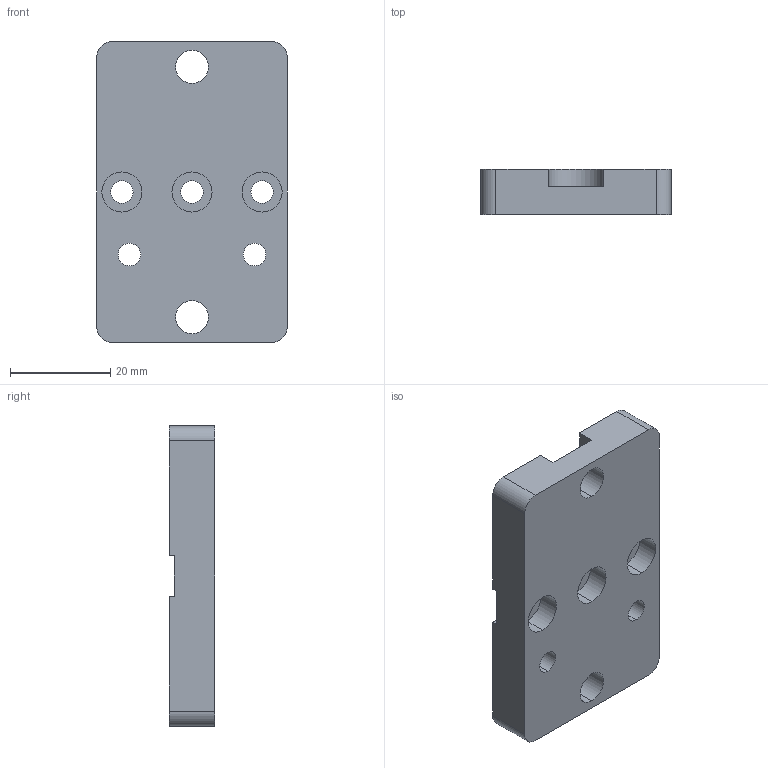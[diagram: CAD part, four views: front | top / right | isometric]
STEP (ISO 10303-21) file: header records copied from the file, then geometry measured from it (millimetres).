
FILE_DESCRIPTION (( 'STEP AP203' ), '1' );
FILE_NAME ('55TRP-1M-ADT.STEP', '2016-03-04T03:51:54', ( '' ), ( '' ), 'SwSTEP 2.0', 'SolidWorks 2016', '' );
FILE_SCHEMA (( 'CONFIG_CONTROL_DESIGN' ));
Length unit declared in the file: millimetre
Products named in the file (1): 55TRP-1M-ADT
Bounding box: 38 x 9 x 60 mm (x, y, z)
Volume: 17652.3 mm3; surface area: 7195 mm2
Topology: 1 solids, 1 shells, 52 faces, 135 edges, 90 vertices
Faces by surface type: cylinder 31, plane 21
Entity records: 1726 total; most frequent: DIRECTION 303, CARTESIAN_POINT 278, ORIENTED_EDGE 270, EDGE_CURVE 135, AXIS2_PLACEMENT_3D 115, VERTEX_POINT 90, LINE 73, VECTOR 73
